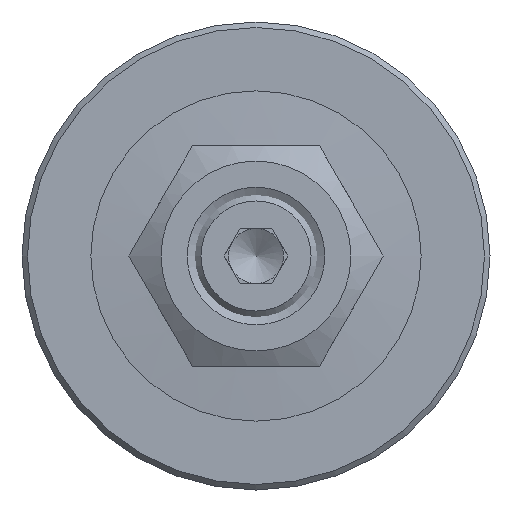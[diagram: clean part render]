
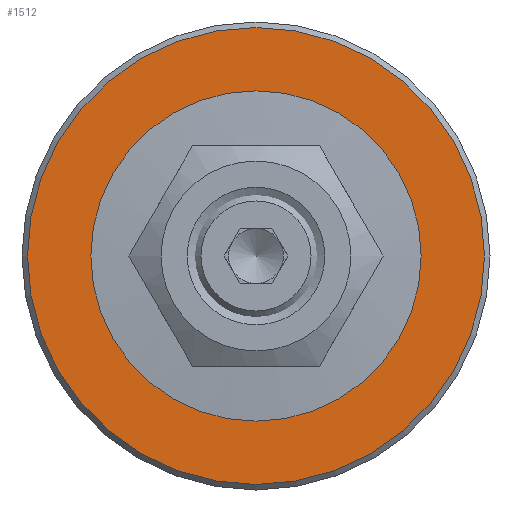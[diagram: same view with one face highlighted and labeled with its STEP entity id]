
A CAD part, left-side view. The second image highlights one B-rep face of the part: STEP entity #1512.
In plain terms, the highlighted face is planar.
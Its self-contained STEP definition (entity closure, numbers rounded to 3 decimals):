
#71=FACE_BOUND('',#305,.T.);
#107=PLANE('',#1787);
#203=FACE_OUTER_BOUND('',#304,.T.);
#304=EDGE_LOOP('',(#1230));
#305=EDGE_LOOP('',(#1231));
#622=CIRCLE('',#1781,8.3);
#627=CIRCLE('',#1788,4.25);
#735=VERTEX_POINT('',#2598);
#740=VERTEX_POINT('',#2612);
#908=EDGE_CURVE('',#735,#735,#622,.T.);
#915=EDGE_CURVE('',#740,#740,#627,.T.);
#1230=ORIENTED_EDGE('',*,*,#908,.F.);
#1231=ORIENTED_EDGE('',*,*,#915,.F.);
#1512=ADVANCED_FACE('',(#203,#71),#107,.T.);
#1781=AXIS2_PLACEMENT_3D('',#2599,#2123,#2124);
#1787=AXIS2_PLACEMENT_3D('',#2611,#2137,#2138);
#1788=AXIS2_PLACEMENT_3D('',#2613,#2139,#2140);
#2123=DIRECTION('center_axis',(-1.,0.,0.));
#2124=DIRECTION('ref_axis',(0.,-1.,0.));
#2137=DIRECTION('center_axis',(1.,0.,0.));
#2138=DIRECTION('ref_axis',(0.,0.,-1.));
#2139=DIRECTION('center_axis',(1.,0.,0.));
#2140=DIRECTION('ref_axis',(0.,1.,0.));
#2598=CARTESIAN_POINT('',(3.,8.3,0.));
#2599=CARTESIAN_POINT('Origin',(3.,0.,0.));
#2611=CARTESIAN_POINT('Origin',(3.,6.375,0.));
#2612=CARTESIAN_POINT('',(3.,-4.25,0.));
#2613=CARTESIAN_POINT('Origin',(3.,0.,0.));
